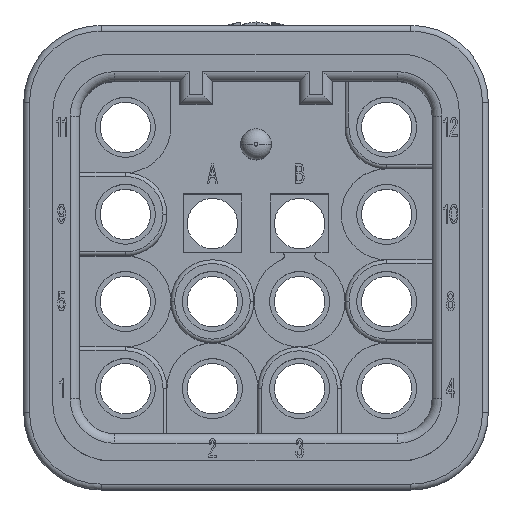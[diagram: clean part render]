
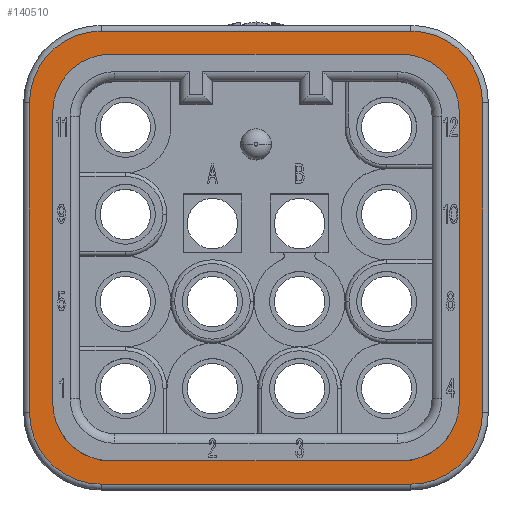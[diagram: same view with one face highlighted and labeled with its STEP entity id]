
A CAD part, top view. The second image highlights one B-rep face of the part: STEP entity #140510.
In plain terms, the highlighted face is planar.
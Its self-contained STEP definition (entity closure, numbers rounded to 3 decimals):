
#19190=CARTESIAN_POINT('',(52.238,46.999,
-8.155));
#19200=DIRECTION('',(0.,0.,1.));
#19210=DIRECTION('',(0.,1.,0.));
#19220=AXIS2_PLACEMENT_3D('',#19190,#19200,#19210);
#19230=CIRCLE('',#19220,3.);
#19240=CARTESIAN_POINT('',(55.238,46.999,
-8.155));
#19250=VERTEX_POINT('',#19240);
#19260=CARTESIAN_POINT('',(52.238,49.999,
-8.155));
#19270=VERTEX_POINT('',#19260);
#19280=EDGE_CURVE('',#19250,#19270,#19230,.T.);
#26410=CARTESIAN_POINT('',(82.665,28.999,-8.155)
);
#26420=DIRECTION('',(-1.,0.,0.));
#26430=VECTOR('',#26420,1.);
#26440=LINE('',#26410,#26430);
#26450=CARTESIAN_POINT('',(52.238,28.999,
-8.155));
#26460=VERTEX_POINT('',#26450);
#26470=CARTESIAN_POINT('',(37.238,28.999,
-8.155));
#26480=VERTEX_POINT('',#26470);
#26490=EDGE_CURVE('',#26460,#26480,#26440,.T.);
#31430=CARTESIAN_POINT('',(37.238,31.999,
-8.155));
#31440=DIRECTION('',(0.,0.,1.));
#31450=DIRECTION('',(0.,1.,0.));
#31460=AXIS2_PLACEMENT_3D('',#31430,#31440,#31450);
#31470=CIRCLE('',#31460,3.);
#31480=CARTESIAN_POINT('',(34.238,31.999,
-8.155));
#31490=VERTEX_POINT('',#31480);
#31500=EDGE_CURVE('',#31490,#26480,#31470,.T.);
#33980=CARTESIAN_POINT('',(55.238,31.999,
-8.155));
#33990=VERTEX_POINT('',#33980);
#34020=CARTESIAN_POINT('',(55.238,58.956,-8.155)
);
#34030=DIRECTION('',(0.,-1.,0.));
#34040=VECTOR('',#34030,1.);
#34050=LINE('',#34020,#34040);
#34060=EDGE_CURVE('',#19250,#33990,#34050,.T.);
#41310=CARTESIAN_POINT('',(37.238,46.999,
-8.155));
#41320=DIRECTION('',(0.,0.,1.));
#41330=DIRECTION('',(0.,1.,0.));
#41340=AXIS2_PLACEMENT_3D('',#41310,#41320,#41330);
#41350=CIRCLE('',#41340,3.);
#41360=CARTESIAN_POINT('',(37.238,49.999,
-8.155));
#41370=VERTEX_POINT('',#41360);
#41380=CARTESIAN_POINT('',(34.238,46.999,
-8.155));
#41390=VERTEX_POINT('',#41380);
#41400=EDGE_CURVE('',#41370,#41390,#41350,.T.);
#78230=CARTESIAN_POINT('',(34.238,58.956,-8.155)
);
#78240=DIRECTION('',(0.,1.,0.));
#78250=VECTOR('',#78240,1.);
#78260=LINE('',#78230,#78250);
#78270=EDGE_CURVE('',#31490,#41390,#78260,.T.);
#136770=CARTESIAN_POINT('',(52.238,31.999,
-8.155));
#136780=DIRECTION('',(0.,0.,1.));
#136790=DIRECTION('',(0.,1.,0.));
#136800=AXIS2_PLACEMENT_3D('',#136770,#136780,#136790);
#136810=CIRCLE('',#136800,3.);
#136820=EDGE_CURVE('',#26460,#33990,#136810,.T.);
#139470=CARTESIAN_POINT('',(82.665,49.999,-8.155
));
#139480=DIRECTION('',(1.,0.,0.));
#139490=VECTOR('',#139480,1.);
#139500=LINE('',#139470,#139490);
#139510=EDGE_CURVE('',#41370,#19270,#139500,.T.);
#139660=CARTESIAN_POINT('',(56.738,39.499,
-8.155));
#139670=DIRECTION('',(0.,0.,-1.));
#139680=DIRECTION('',(1.,0.,0.));
#139690=AXIS2_PLACEMENT_3D('',#139660,#139670,#139680);
#139700=PLANE('',#139690);
#139710=CARTESIAN_POINT('',(36.738,47.499,
-8.155));
#139720=DIRECTION('',(0.,0.,1.));
#139730=DIRECTION('',(1.,0.,0.));
#139740=AXIS2_PLACEMENT_3D('',#139710,#139720,#139730);
#139750=CIRCLE('',#139740,3.7);
#139760=CARTESIAN_POINT('',(36.738,51.199,
-8.155));
#139770=VERTEX_POINT('',#139760);
#139780=CARTESIAN_POINT('',(33.038,47.499,
-8.155));
#139790=VERTEX_POINT('',#139780);
#139800=EDGE_CURVE('',#139770,#139790,#139750,.T.);
#139810=ORIENTED_EDGE('',*,*,#139800,.F.);
#139820=CARTESIAN_POINT('',(33.038,58.956,-8.155
));
#139830=DIRECTION('',(0.,-1.,0.));
#139840=VECTOR('',#139830,1.);
#139850=LINE('',#139820,#139840);
#139860=CARTESIAN_POINT('',(33.038,31.499,
-8.155));
#139870=VERTEX_POINT('',#139860);
#139880=EDGE_CURVE('',#139790,#139870,#139850,.T.);
#139890=ORIENTED_EDGE('',*,*,#139880,.F.);
#139900=CARTESIAN_POINT('',(36.738,31.499,
-8.155));
#139910=DIRECTION('',(0.,0.,-1.));
#139920=DIRECTION('',(-1.,0.,0.));
#139930=AXIS2_PLACEMENT_3D('',#139900,#139910,#139920);
#139940=CIRCLE('',#139930,3.7);
#139950=CARTESIAN_POINT('',(36.738,27.799,
-8.155));
#139960=VERTEX_POINT('',#139950);
#139970=EDGE_CURVE('',#139960,#139870,#139940,.T.);
#139980=ORIENTED_EDGE('',*,*,#139970,.T.);
#139990=CARTESIAN_POINT('',(82.665,27.799,-8.155
));
#140000=DIRECTION('',(-1.,0.,0.));
#140010=VECTOR('',#140000,1.);
#140020=LINE('',#139990,#140010);
#140030=CARTESIAN_POINT('',(52.738,27.799,
-8.155));
#140040=VERTEX_POINT('',#140030);
#140050=EDGE_CURVE('',#140040,#139960,#140020,.T.);
#140060=ORIENTED_EDGE('',*,*,#140050,.T.);
#140070=CARTESIAN_POINT('',(52.738,31.499,
-8.155));
#140080=DIRECTION('',(0.,0.,1.));
#140090=DIRECTION('',(1.,0.,0.));
#140100=AXIS2_PLACEMENT_3D('',#140070,#140080,#140090);
#140110=CIRCLE('',#140100,3.7);
#140120=CARTESIAN_POINT('',(56.438,31.499,
-8.155));
#140130=VERTEX_POINT('',#140120);
#140140=EDGE_CURVE('',#140040,#140130,#140110,.T.);
#140150=ORIENTED_EDGE('',*,*,#140140,.F.);
#140160=CARTESIAN_POINT('',(56.438,58.956,-8.155
));
#140170=DIRECTION('',(0.,1.,0.));
#140180=VECTOR('',#140170,1.);
#140190=LINE('',#140160,#140180);
#140200=CARTESIAN_POINT('',(56.438,47.499,
-8.155));
#140210=VERTEX_POINT('',#140200);
#140220=EDGE_CURVE('',#140130,#140210,#140190,.T.);
#140230=ORIENTED_EDGE('',*,*,#140220,.F.);
#140240=CARTESIAN_POINT('',(52.738,47.499,
-8.155));
#140250=DIRECTION('',(0.,0.,-1.));
#140260=DIRECTION('',(-1.,0.,0.));
#140270=AXIS2_PLACEMENT_3D('',#140240,#140250,#140260);
#140280=CIRCLE('',#140270,3.7);
#140290=CARTESIAN_POINT('',(52.738,51.199,
-8.155));
#140300=VERTEX_POINT('',#140290);
#140310=EDGE_CURVE('',#140300,#140210,#140280,.T.);
#140320=ORIENTED_EDGE('',*,*,#140310,.T.);
#140330=CARTESIAN_POINT('',(82.665,51.199,-8.155
));
#140340=DIRECTION('',(-1.,0.,0.));
#140350=VECTOR('',#140340,1.);
#140360=LINE('',#140330,#140350);
#140370=EDGE_CURVE('',#140300,#139770,#140360,.T.);
#140380=ORIENTED_EDGE('',*,*,#140370,.F.);
#140390=EDGE_LOOP('',(#140380,#140320,#140230,#140150,#140060,#139980,
#139890,#139810));
#140400=FACE_OUTER_BOUND('',#140390,.T.);
#140410=ORIENTED_EDGE('',*,*,#31500,.T.);
#140420=ORIENTED_EDGE('',*,*,#78270,.F.);
#140430=ORIENTED_EDGE('',*,*,#41400,.T.);
#140440=ORIENTED_EDGE('',*,*,#139510,.F.);
#140450=ORIENTED_EDGE('',*,*,#19280,.T.);
#140460=ORIENTED_EDGE('',*,*,#34060,.F.);
#140470=ORIENTED_EDGE('',*,*,#136820,.T.);
#140480=ORIENTED_EDGE('',*,*,#26490,.F.);
#140490=EDGE_LOOP('',(#140480,#140470,#140460,#140450,#140440,#140430,
#140420,#140410));
#140500=FACE_BOUND('',#140490,.T.);
#140510=ADVANCED_FACE('',(#140400,#140500),#139700,.T.);
